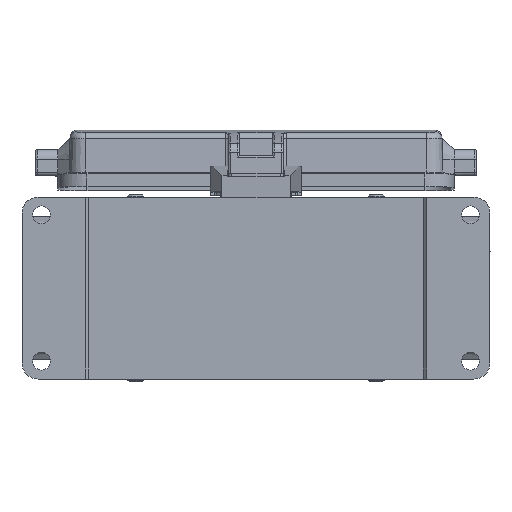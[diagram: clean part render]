
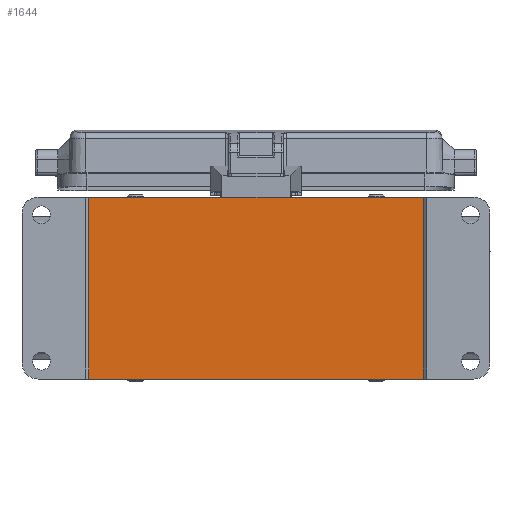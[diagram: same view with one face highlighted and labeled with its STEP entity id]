
A CAD part, front view. The second image highlights one B-rep face of the part: STEP entity #1644.
In plain terms, the highlighted planar face has unit normal (0, -1, 0).
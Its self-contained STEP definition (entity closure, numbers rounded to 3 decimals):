
#1644=ADVANCED_FACE('NONE',(#2589),#2209,.F.);
#2209=PLANE('',#12246);
#2589=FACE_OUTER_BOUND('',#3271,.T.);
#3271=EDGE_LOOP('',(#6364,#6365,#6366,#6367));
#4025=LINE('',#17754,#4869);
#4031=LINE('',#17769,#4875);
#4036=LINE('',#17777,#4880);
#4047=LINE('',#18192,#4891);
#4869=VECTOR('',#13807,1.);
#4875=VECTOR('',#13819,1.);
#4880=VECTOR('',#13826,1.);
#4891=VECTOR('',#13899,1.);
#6364=ORIENTED_EDGE('',*,*,#10559,.F.);
#6365=ORIENTED_EDGE('',*,*,#10564,.F.);
#6366=ORIENTED_EDGE('',*,*,#10552,.F.);
#6367=ORIENTED_EDGE('',*,*,#10601,.F.);
#9295=VERTEX_POINT('',#17749);
#9297=VERTEX_POINT('',#17753);
#9301=VERTEX_POINT('',#17764);
#9303=VERTEX_POINT('',#17768);
#10552=EDGE_CURVE('NONE',#9297,#9295,#4025,.T.);
#10559=EDGE_CURVE('NONE',#9303,#9301,#4031,.T.);
#10564=EDGE_CURVE('NONE',#9295,#9303,#4036,.T.);
#10601=EDGE_CURVE('NONE',#9301,#9297,#4047,.T.);
#12246=AXIS2_PLACEMENT_3D('',#18193,#13900,#13901);
#13807=DIRECTION('',(0.,0.,1.));
#13819=DIRECTION('',(0.,0.,-1.));
#13826=DIRECTION('',(1.,0.,0.));
#13899=DIRECTION('',(-1.,0.,0.));
#13900=DIRECTION('',(0.,1.,0.));
#13901=DIRECTION('',(0.,0.,1.));
#17749=CARTESIAN_POINT('',(-51.5,-22.995,28.));
#17753=CARTESIAN_POINT('',(-51.5,-22.995,-28.));
#17754=CARTESIAN_POINT('',(-51.5,-22.995,33.6));
#17764=CARTESIAN_POINT('',(51.5,-22.995,-28.));
#17768=CARTESIAN_POINT('',(51.5,-22.995,28.));
#17769=CARTESIAN_POINT('',(51.5,-22.995,33.6));
#17777=CARTESIAN_POINT('',(51.5,-22.995,28.));
#18192=CARTESIAN_POINT('',(72.,-22.995,-28.));
#18193=CARTESIAN_POINT('',(51.5,-22.995,33.6));
